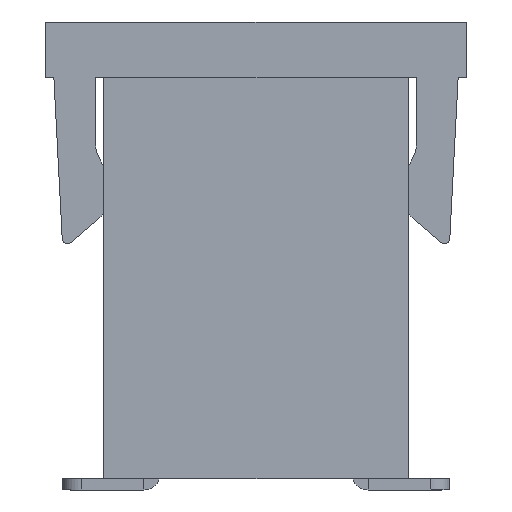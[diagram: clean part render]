
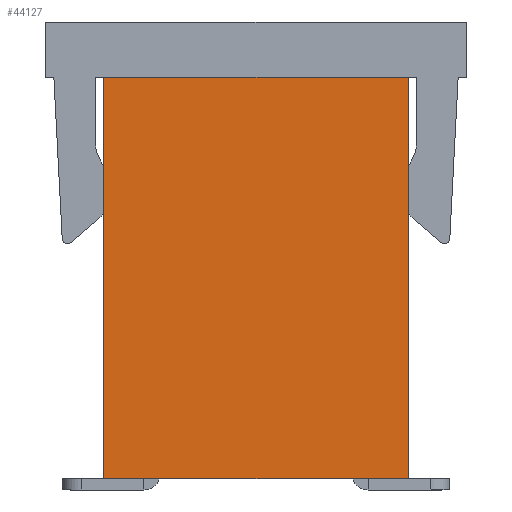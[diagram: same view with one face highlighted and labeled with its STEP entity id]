
A CAD part, left-side view. The second image highlights one B-rep face of the part: STEP entity #44127.
In plain terms, the highlighted planar face has unit normal (-1, 0, 0).
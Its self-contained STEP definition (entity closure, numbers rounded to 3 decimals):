
#839=CARTESIAN_POINT('',(-11.66,-2.75,7.25));
#840=VERTEX_POINT('',#839);
#848=CARTESIAN_POINT('',(-11.66,2.75,7.25));
#849=VERTEX_POINT('',#848);
#856=CARTESIAN_POINT('',(-11.66,-2.75,7.25));
#857=DIRECTION('',(0.,1.,0.));
#858=VECTOR('',#857,5.5);
#859=LINE('',#856,#858);
#860=EDGE_CURVE('',#840,#849,#859,.T.);
#44097=CARTESIAN_POINT('',(-11.66,0.,3.625));
#44098=DIRECTION('',(0.,-1.,0.));
#44099=DIRECTION('',(-1.,0.,0.));
#44100=AXIS2_PLACEMENT_3D('',#44097,#44099,#44098);
#44101=PLANE('',#44100);
#44102=CARTESIAN_POINT('',(-11.66,2.75,0.));
#44103=VERTEX_POINT('',#44102);
#44104=CARTESIAN_POINT('',(-11.66,-2.75,0.));
#44105=VERTEX_POINT('',#44104);
#44106=CARTESIAN_POINT('',(-11.66,2.75,0.));
#44107=DIRECTION('',(0.,-1.,0.));
#44108=VECTOR('',#44107,5.5);
#44109=LINE('',#44106,#44108);
#44110=EDGE_CURVE('',#44103,#44105,#44109,.T.);
#44111=ORIENTED_EDGE('',*,*,#44110,.T.);
#44112=CARTESIAN_POINT('',(-11.66,-2.75,0.));
#44113=DIRECTION('',(0.,0.,1.));
#44114=VECTOR('',#44113,7.25);
#44115=LINE('',#44112,#44114);
#44116=EDGE_CURVE('',#44105,#840,#44115,.T.);
#44117=ORIENTED_EDGE('',*,*,#44116,.T.);
#44118=ORIENTED_EDGE('',*,*,#860,.T.);
#44119=CARTESIAN_POINT('',(-11.66,2.75,0.));
#44120=DIRECTION('',(0.,0.,1.));
#44121=VECTOR('',#44120,7.25);
#44122=LINE('',#44119,#44121);
#44123=EDGE_CURVE('',#44103,#849,#44122,.T.);
#44124=ORIENTED_EDGE('',*,*,#44123,.F.);
#44125=EDGE_LOOP('',(#44111,#44117,#44118,#44124));
#44126=FACE_OUTER_BOUND('',#44125,.T.);
#44127=ADVANCED_FACE('',(#44126),#44101,.T.);
